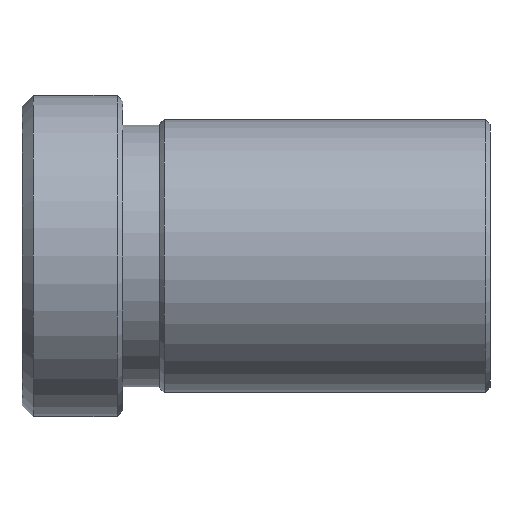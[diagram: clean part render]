
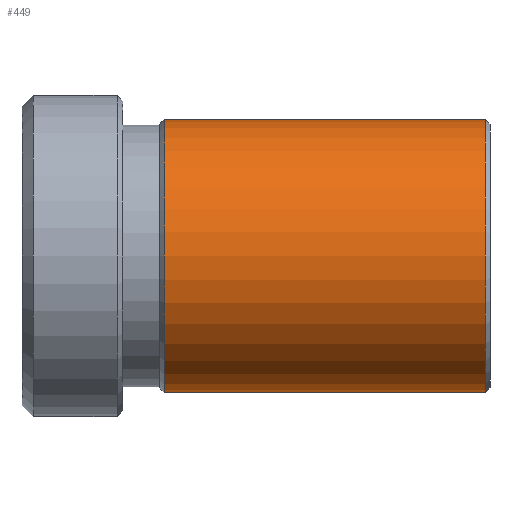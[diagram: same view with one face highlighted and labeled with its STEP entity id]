
A CAD part, left-side view. The second image highlights one B-rep face of the part: STEP entity #449.
In plain terms, the highlighted cylindrical face has radius 5.95 mm (diameter 11.9 mm), a partial arc.
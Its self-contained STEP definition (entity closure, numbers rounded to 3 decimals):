
#22 = EDGE_CURVE ( 'NONE', #357, #301, #328, .T. ) ;
#25 = EDGE_CURVE ( 'NONE', #152, #301, #662, .T. ) ;
#55 = DIRECTION ( 'NONE',  ( 0., -1., 0. ) ) ;
#59 = ORIENTED_EDGE ( 'NONE', *, *, #61, .T. ) ;
#61 = EDGE_CURVE ( 'NONE', #357, #589, #517, .T. ) ;
#108 = FACE_OUTER_BOUND ( 'NONE', #530, .T. ) ;
#120 = CARTESIAN_POINT ( 'NONE',  ( 0., 14.2, -5.95 ) ) ;
#152 = VERTEX_POINT ( 'NONE', #690 ) ;
#163 = ORIENTED_EDGE ( 'NONE', *, *, #22, .F. ) ;
#192 = DIRECTION ( 'NONE',  ( 0., -1., 0. ) ) ;
#208 = CARTESIAN_POINT ( 'NONE',  ( 0., 0.2, 5.95 ) ) ;
#221 = CARTESIAN_POINT ( 'NONE',  ( 0., 0.2, 0. ) ) ;
#228 = LINE ( 'NONE', #290, #428 ) ;
#264 = ORIENTED_EDGE ( 'NONE', *, *, #25, .T. ) ;
#275 = CYLINDRICAL_SURFACE ( 'NONE', #590, 5.95 ) ;
#279 = DIRECTION ( 'NONE',  ( 0., 0., -1. ) ) ;
#290 = CARTESIAN_POINT ( 'NONE',  ( 0., 0., -5.95 ) ) ;
#301 = VERTEX_POINT ( 'NONE', #208 ) ;
#328 = LINE ( 'NONE', #672, #729 ) ;
#330 = DIRECTION ( 'NONE',  ( 0., -1., 0. ) ) ;
#357 = VERTEX_POINT ( 'NONE', #610 ) ;
#398 = DIRECTION ( 'NONE',  ( 0., 0., 1. ) ) ;
#418 = AXIS2_PLACEMENT_3D ( 'NONE', #221, #446, #279 ) ;
#428 = VECTOR ( 'NONE', #330, 1000. ) ;
#446 = DIRECTION ( 'NONE',  ( 0., 1., 0. ) ) ;
#449 = ADVANCED_FACE ( 'NONE', ( #108 ), #275, .T. ) ;
#458 = CARTESIAN_POINT ( 'NONE',  ( 0., 14.2, 0. ) ) ;
#493 = ORIENTED_EDGE ( 'NONE', *, *, #639, .T. ) ;
#502 = DIRECTION ( 'NONE',  ( 0., -1., 0. ) ) ;
#517 = CIRCLE ( 'NONE', #551, 5.95 ) ;
#530 = EDGE_LOOP ( 'NONE', ( #163, #59, #493, #264 ) ) ;
#551 = AXIS2_PLACEMENT_3D ( 'NONE', #458, #192, #398 ) ;
#589 = VERTEX_POINT ( 'NONE', #120 ) ;
#590 = AXIS2_PLACEMENT_3D ( 'NONE', #676, #502, #714 ) ;
#610 = CARTESIAN_POINT ( 'NONE',  ( 0., 14.2, 5.95 ) ) ;
#639 = EDGE_CURVE ( 'NONE', #589, #152, #228, .T. ) ;
#662 = CIRCLE ( 'NONE', #418, 5.95 ) ;
#672 = CARTESIAN_POINT ( 'NONE',  ( 0., 0., 5.95 ) ) ;
#676 = CARTESIAN_POINT ( 'NONE',  ( 0., 0., 0. ) ) ;
#690 = CARTESIAN_POINT ( 'NONE',  ( 0., 0.2, -5.95 ) ) ;
#714 = DIRECTION ( 'NONE',  ( 0., 0., -1. ) ) ;
#729 = VECTOR ( 'NONE', #55, 1000. ) ;
